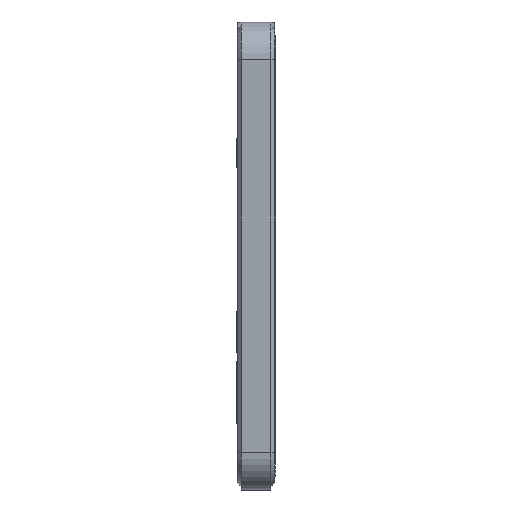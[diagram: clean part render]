
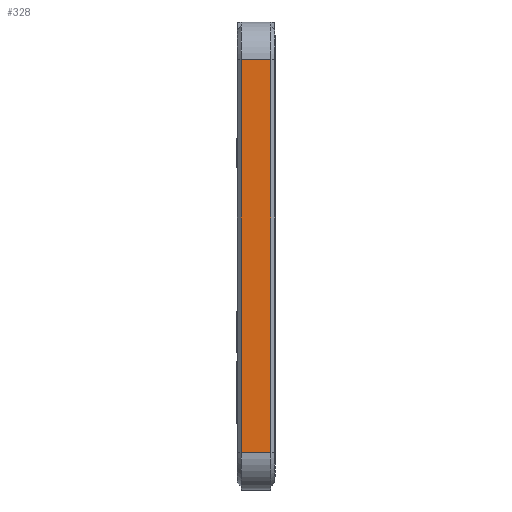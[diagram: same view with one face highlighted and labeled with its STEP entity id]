
A CAD part, left-side view. The second image highlights one B-rep face of the part: STEP entity #328.
In plain terms, the highlighted planar face has unit normal (-1, 0, 0).
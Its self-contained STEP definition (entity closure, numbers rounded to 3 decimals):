
#328 = ADVANCED_FACE ( 'NONE', ( #16799 ), #18241, .F. ) ;
#1685 = CARTESIAN_POINT ( 'NONE',  ( -12.5, 1., 10.5 ) ) ;
#1692 = LINE ( 'NONE', #6012, #20161 ) ;
#2246 = CARTESIAN_POINT ( 'NONE',  ( -12.5, -0.8, 0. ) ) ;
#2697 = CARTESIAN_POINT ( 'NONE',  ( -12.5, -0.8, -10.5 ) ) ;
#2874 = EDGE_CURVE ( 'NONE', #19638, #16477, #21617, .T. ) ;
#4630 = ORIENTED_EDGE ( 'NONE', *, *, #2874, .F. ) ;
#5115 = DIRECTION ( 'NONE',  ( 0., 0., -1. ) ) ;
#5214 = DIRECTION ( 'NONE',  ( 0., 0., 1. ) ) ;
#5264 = EDGE_CURVE ( 'NONE', #19407, #19638, #1692, .T. ) ;
#5541 = EDGE_CURVE ( 'NONE', #19407, #17402, #19447, .T. ) ;
#6012 = CARTESIAN_POINT ( 'NONE',  ( -12.5, 0.8, 0. ) ) ;
#6271 = CARTESIAN_POINT ( 'NONE',  ( -12.5, 0.8, -10.5 ) ) ;
#6895 = VECTOR ( 'NONE', #14241, 1000. ) ;
#7687 = EDGE_CURVE ( 'NONE', #17402, #16477, #10547, .T. ) ;
#8144 = CARTESIAN_POINT ( 'NONE',  ( -12.5, 0.8, 10.5 ) ) ;
#8196 = ORIENTED_EDGE ( 'NONE', *, *, #5264, .F. ) ;
#8457 = VECTOR ( 'NONE', #10094, 1000. ) ;
#9903 = CARTESIAN_POINT ( 'NONE',  ( -12.5, 1., 10.5 ) ) ;
#10094 = DIRECTION ( 'NONE',  ( 0., -1., 0. ) ) ;
#10547 = LINE ( 'NONE', #2246, #20896 ) ;
#10876 = CARTESIAN_POINT ( 'NONE',  ( -12.5, 1., -10.5 ) ) ;
#11435 = DIRECTION ( 'NONE',  ( 0., 0., 1. ) ) ;
#14241 = DIRECTION ( 'NONE',  ( 0., -1., 0. ) ) ;
#14270 = ORIENTED_EDGE ( 'NONE', *, *, #7687, .T. ) ;
#15117 = AXIS2_PLACEMENT_3D ( 'NONE', #9903, #16593, #5115 ) ;
#16477 = VERTEX_POINT ( 'NONE', #19796 ) ;
#16593 = DIRECTION ( 'NONE',  ( 1., 0., 0. ) ) ;
#16799 = FACE_OUTER_BOUND ( 'NONE', #16895, .T. ) ;
#16895 = EDGE_LOOP ( 'NONE', ( #14270, #4630, #8196, #18420 ) ) ;
#17402 = VERTEX_POINT ( 'NONE', #2697 ) ;
#18241 = PLANE ( 'NONE',  #15117 ) ;
#18420 = ORIENTED_EDGE ( 'NONE', *, *, #5541, .T. ) ;
#19407 = VERTEX_POINT ( 'NONE', #6271 ) ;
#19447 = LINE ( 'NONE', #10876, #6895 ) ;
#19638 = VERTEX_POINT ( 'NONE', #8144 ) ;
#19796 = CARTESIAN_POINT ( 'NONE',  ( -12.5, -0.8, 10.5 ) ) ;
#20161 = VECTOR ( 'NONE', #11435, 1000. ) ;
#20896 = VECTOR ( 'NONE', #5214, 1000. ) ;
#21617 = LINE ( 'NONE', #1685, #8457 ) ;
